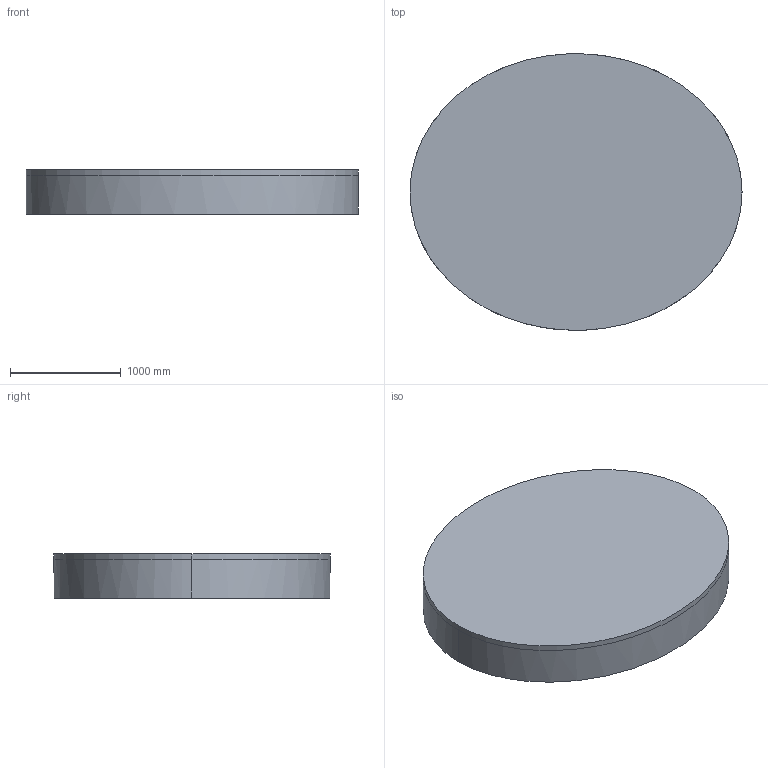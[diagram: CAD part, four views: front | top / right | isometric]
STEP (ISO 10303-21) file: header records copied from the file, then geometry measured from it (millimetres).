
FILE_DESCRIPTION(('CATIA V5 STEP Exchange'),'2;1');
FILE_NAME('Mirror_v1.stp','2024-04-18T10:32:36+00:00',('none'),('none'),'CATIA Version 5 Release 20 GA (IN-10)','CATIA V5 STEP AP203','none');
FILE_SCHEMA(('CONFIG_CONTROL_DESIGN'));
Length unit declared in the file: millimetre
Products named in the file (1): Envelope_v2
Bounding box: 3000 x 2496.6 x 400 mm (x, y, z)
Volume: 732818674.8 mm3; surface area: 28348307.3 mm2
Topology: 1 solids, 1 shells, 165 faces, 436 edges, 290 vertices
Faces by surface type: cylinder 98, plane 55, extrusion 10, bspline 2
Entity records: 5020 total; most frequent: CARTESIAN_POINT 1114, ORIENTED_EDGE 872, DIRECTION 644, EDGE_CURVE 436, AXIS2_PLACEMENT_3D 308, VERTEX_POINT 290, VECTOR 226, LINE 216
